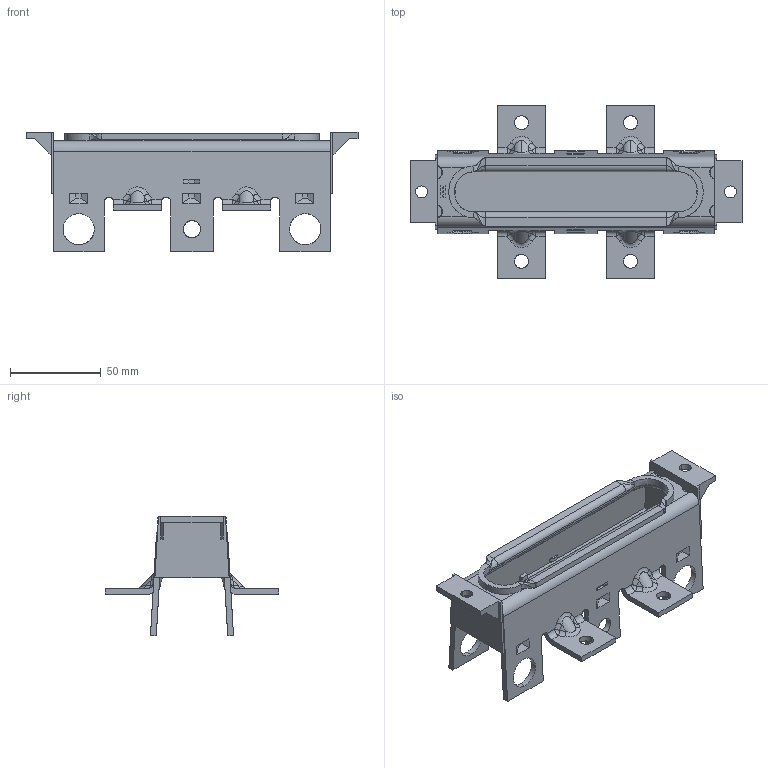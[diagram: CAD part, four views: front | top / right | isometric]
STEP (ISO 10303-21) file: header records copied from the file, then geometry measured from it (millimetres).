
FILE_DESCRIPTION (( 'STEP AP214' ), '1' );
FILE_NAME ('MN62.STEP', '2017-09-19T17:45:15', ( 'Temp' ), ( '' ), 'SwSTEP 2.0', 'SolidWorks 2010', '' );
FILE_SCHEMA (( 'AUTOMOTIVE_DESIGN' ));
Length unit declared in the file: inch
Products named in the file (1): MN62
Bounding box: 182.47 x 95.25 x 65.53 mm (x, y, z)
Volume: 102904.9 mm3; surface area: 67060.3 mm2
Topology: 2 solids, 2 shells, 530 faces, 1403 edges, 892 vertices
Faces by surface type: plane 277, cylinder 182, bspline 49, sphere 16, torus 6
Entity records: 23320 total; most frequent: CARTESIAN_POINT 10555, ORIENTED_EDGE 2798, DIRECTION 1815, EDGE_CURVE 1399, VERTEX_POINT 892, B_SPLINE_CURVE_WITH_KNOTS 657, AXIS2_PLACEMENT_3D 608, VECTOR 599
